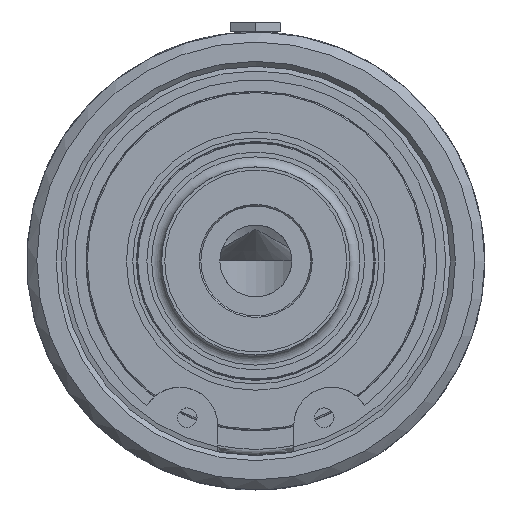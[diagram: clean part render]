
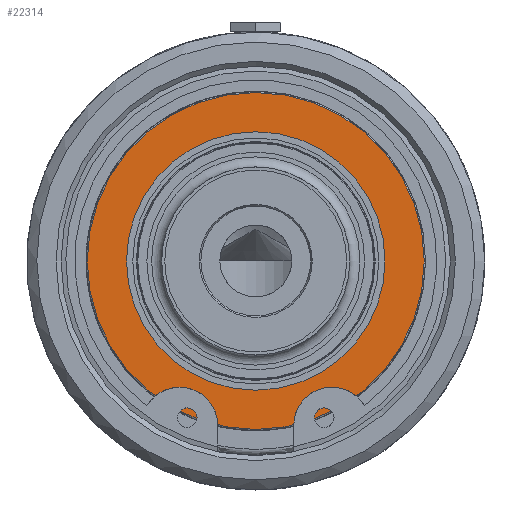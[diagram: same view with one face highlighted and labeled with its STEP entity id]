
A CAD part, left-side view. The second image highlights one B-rep face of the part: STEP entity #22314.
In plain terms, the highlighted planar face has unit normal (-1, 0, 0).
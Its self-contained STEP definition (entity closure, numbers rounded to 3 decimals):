
#22280=CARTESIAN_POINT('',(38.9,-20.6,0.));
#22281=VERTEX_POINT('',#22280);
#22282=CARTESIAN_POINT('',(38.9,0.0,0.));
#22283=DIRECTION('',(1.0,0.0,0.0));
#22284=DIRECTION('',(0.0,-1.0,0.0));
#22285=AXIS2_PLACEMENT_3D('',#22282,#22283,#22284);
#22286=CIRCLE('',#22285,20.6);
#22287=EDGE_CURVE('',#22281,#22281,#22286,.T.);
#22295=CARTESIAN_POINT('',(38.9,-23.725,0.));
#22296=DIRECTION('',(-1.0,0.0,0.0));
#22297=DIRECTION('',(0.0,1.0,0.0));
#22298=AXIS2_PLACEMENT_3D('',#22295,#22296,#22297);
#22299=PLANE('',#22298);
#22300=CARTESIAN_POINT('',(38.9,-26.85,0.));
#22301=VERTEX_POINT('',#22300);
#22302=CARTESIAN_POINT('',(38.9,0.0,0.));
#22303=DIRECTION('',(1.0,0.0,0.0));
#22304=DIRECTION('',(0.0,-1.0,0.0));
#22305=AXIS2_PLACEMENT_3D('',#22302,#22303,#22304);
#22306=CIRCLE('',#22305,26.85);
#22307=EDGE_CURVE('',#22301,#22301,#22306,.T.);
#22308=ORIENTED_EDGE('',*,*,#22307,.F.);
#22309=EDGE_LOOP('',(#22308));
#22310=FACE_OUTER_BOUND('',#22309,.T.);
#22311=ORIENTED_EDGE('',*,*,#22287,.T.);
#22312=EDGE_LOOP('',(#22311));
#22313=FACE_BOUND('',#22312,.T.);
#22314=ADVANCED_FACE('',(#22310,#22313),#22299,.T.);
